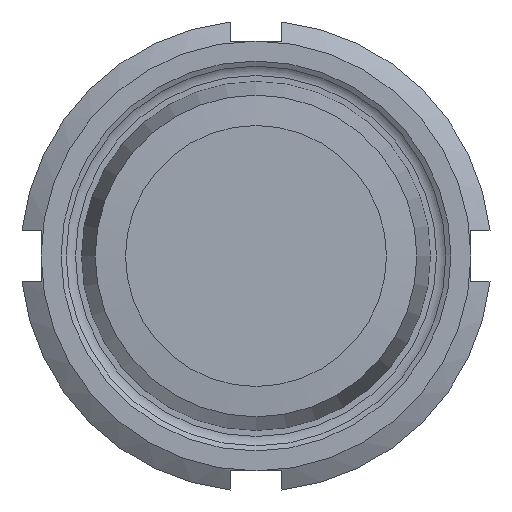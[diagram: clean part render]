
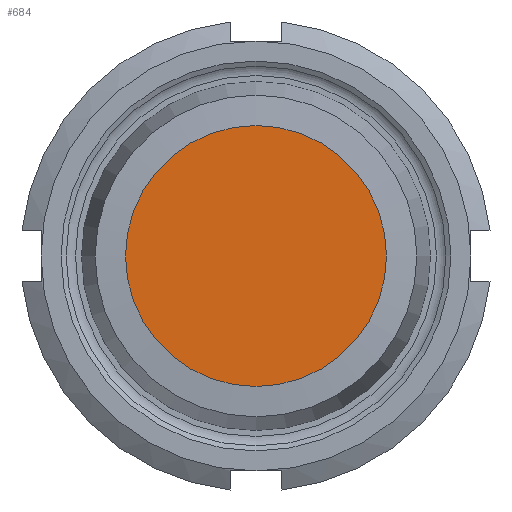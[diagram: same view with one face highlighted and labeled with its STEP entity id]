
A CAD part, front view. The second image highlights one B-rep face of the part: STEP entity #684.
In plain terms, the highlighted planar face has unit normal (0, -1, 0).
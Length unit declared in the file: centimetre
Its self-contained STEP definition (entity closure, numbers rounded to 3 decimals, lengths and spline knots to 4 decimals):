
#167=FACE_OUTER_BOUND('',#231,.T.);
#231=EDGE_LOOP('',(#574));
#266=CIRCLE('',#765,2.55);
#325=VERTEX_POINT('',#1194);
#408=EDGE_CURVE('',#325,#325,#266,.T.);
#574=ORIENTED_EDGE('',*,*,#408,.T.);
#593=PLANE('',#766);
#684=ADVANCED_FACE('',(#167),#593,.T.);
#765=AXIS2_PLACEMENT_3D('',#1195,#941,#942);
#766=AXIS2_PLACEMENT_3D('',#1196,#943,#944);
#941=DIRECTION('center_axis',(0.,-1.,0.));
#942=DIRECTION('ref_axis',(1.,0.,0.));
#943=DIRECTION('center_axis',(0.,-1.,0.));
#944=DIRECTION('ref_axis',(0.,0.,-1.));
#1194=CARTESIAN_POINT('',(2.55,0.,0.));
#1195=CARTESIAN_POINT('Origin',(0.,0.,0.));
#1196=CARTESIAN_POINT('Origin',(2.429,0.,0.));
